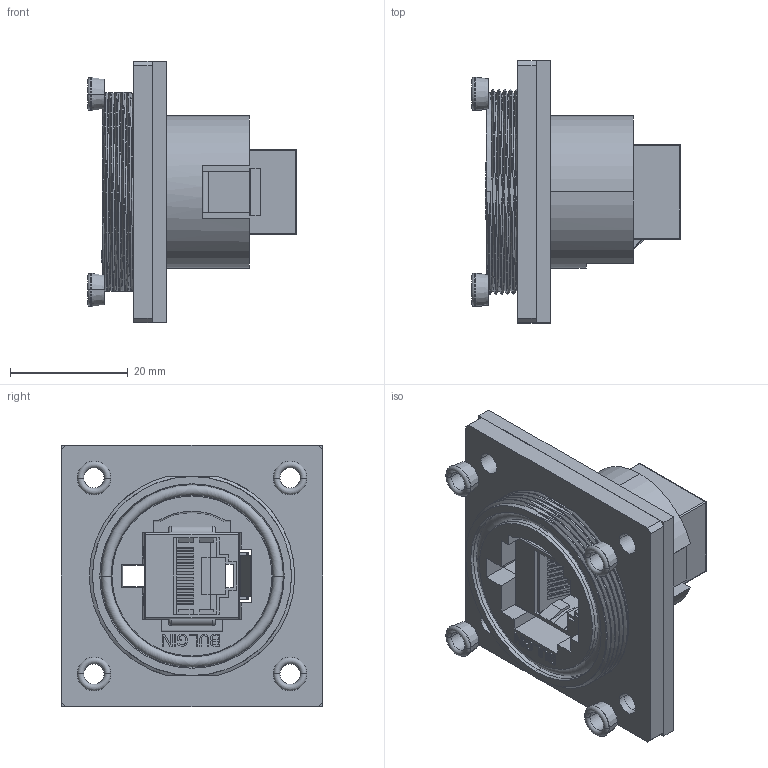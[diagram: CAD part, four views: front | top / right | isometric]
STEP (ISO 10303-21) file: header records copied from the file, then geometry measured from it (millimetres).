
FILE_DESCRIPTION(('STEP AP242'),'1');
FILE_NAME('px0870.stp','2023-02-19T22:06:08',('TraceParts'),('TraceParts S.A.'),'Spatial InterOp 3D',' ',' ');
FILE_SCHEMA(('AP242_MANAGED_MODEL_BASED_3D_ENGINEERING_MIM_LF {1 0 10303 442 1 1 4}'));
Length unit declared in the file: millimetre
Products named in the file (1): px0870_1
Bounding box: 35.45 x 44.5 x 44.5 mm (x, y, z)
Volume: 18159 mm3; surface area: 19173.6 mm2
Topology: 8 solids, 8 shells, 896 faces, 2468 edges, 1553 vertices
Faces by surface type: plane 632, cylinder 132, bspline 46, torus 46, cone 32, sphere 8
Entity records: 31249 total; most frequent: CARTESIAN_POINT 8523, ORIENTED_EDGE 4936, DIRECTION 4382, EDGE_CURVE 2468, LINE 1990, VECTOR 1990, VERTEX_POINT 1553, AXIS2_PLACEMENT_3D 1196
